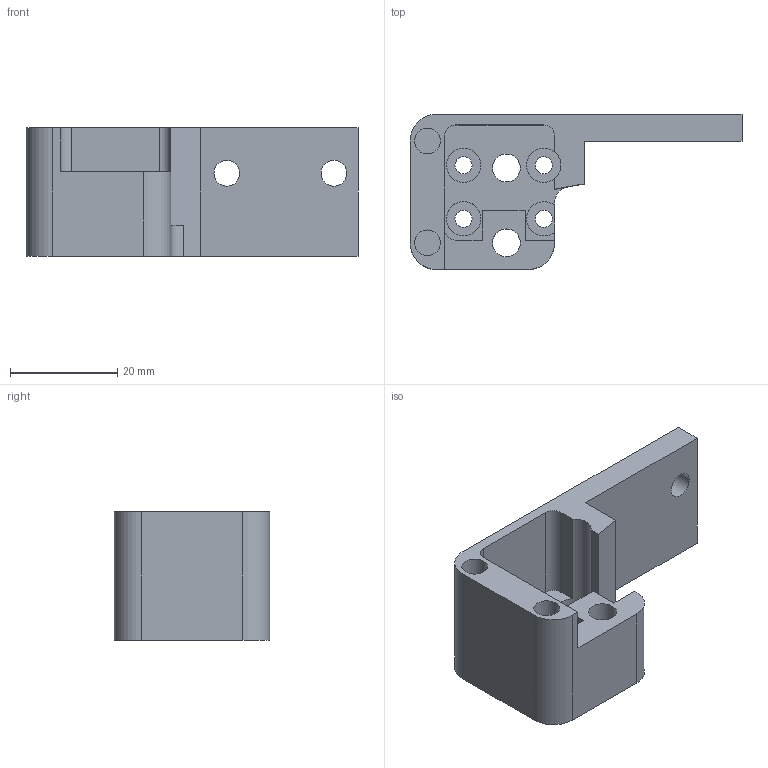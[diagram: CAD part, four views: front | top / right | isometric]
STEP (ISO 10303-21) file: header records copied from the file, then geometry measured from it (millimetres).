
FILE_DESCRIPTION(('FreeCAD Model'),'2;1');
FILE_NAME('Open CASCADE Shape Model','2025-03-24T15:39:32',(''),(''), 'Open CASCADE STEP processor 7.8','FreeCAD','Unknown');
FILE_SCHEMA(('AUTOMOTIVE_DESIGN { 1 0 10303 214 1 1 1 1 }'));
Length unit declared in the file: millimetre
Products named in the file (1): YCarriage_bottom_left
Bounding box: 62 x 29 x 24 mm (x, y, z)
Volume: 13694.9 mm3; surface area: 7767.6 mm2
Topology: 1 solids, 1 shells, 54 faces, 147 edges, 98 vertices
Faces by surface type: plane 33, cylinder 21
Full cylindrical faces by diameter (mm): 3.2 x4, 4.8 x4, 5.2 x2, 6.4 x3
Entity records: 1772 total; most frequent: CARTESIAN_POINT 301, DIRECTION 300, ORIENTED_EDGE 294, EDGE_CURVE 147, LINE 102, VECTOR 102, AXIS2_PLACEMENT_3D 99, VERTEX_POINT 98
